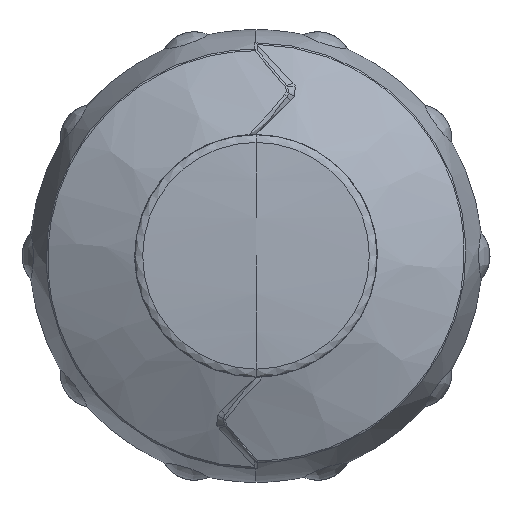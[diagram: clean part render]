
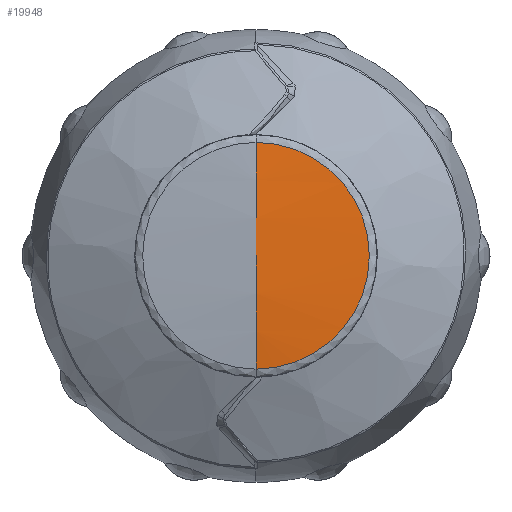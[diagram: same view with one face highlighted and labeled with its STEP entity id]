
A CAD part, top view. The second image highlights one B-rep face of the part: STEP entity #19948.
In plain terms, the highlighted spherical face has radius 70 mm.
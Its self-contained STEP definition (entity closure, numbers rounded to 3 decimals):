
#19526=CARTESIAN_POINT('',(0.,7.471,0.1));
#19541=CARTESIAN_POINT('',(0.,0.,0.1));
#19542=DIRECTION('',(0.,0.,1.));
#19543=DIRECTION('',(0.,-1.,0.));
#19544=AXIS2_PLACEMENT_3D('',#19541,#19542,#19543);
#19546=CARTESIAN_POINT('',(0.,0.,-69.5));
#19547=DIRECTION('',(-1.,0.,0.));
#19548=DIRECTION('',(0.,0.,1.));
#19549=AXIS2_PLACEMENT_3D('',#19546,#19547,#19548);
#19551=CARTESIAN_POINT('',(0.,0.,-69.5));
#19552=DIRECTION('',(1.,0.,0.));
#19553=DIRECTION('',(0.,0.,1.));
#19554=AXIS2_PLACEMENT_3D('',#19551,#19552,#19553);
#19589=VERTEX_POINT('',#19526);
#19590=CARTESIAN_POINT('',(0.,-7.471,0.1));
#19591=VERTEX_POINT('',#19590);
#19592=CARTESIAN_POINT('',(0.,0.,0.5));
#19593=VERTEX_POINT('',#19592);
#19936=CARTESIAN_POINT('',(0.,0.,-69.5));
#19937=DIRECTION('',(0.,0.,1.));
#19938=DIRECTION('',(0.,1.,0.));
#19939=AXIS2_PLACEMENT_3D('',#19936,#19937,#19938);
#19940=SPHERICAL_SURFACE('',#19939,70.);
#19942=ORIENTED_EDGE('',*,*,#19941,.T.);
#19943=ORIENTED_EDGE('',*,*,#19931,.F.);
#19945=ORIENTED_EDGE('',*,*,#19944,.F.);
#19946=EDGE_LOOP('',(#19942,#19943,#19945));
#19947=FACE_OUTER_BOUND('',#19946,.F.);
#19948=ADVANCED_FACE('',(#19947),#19940,.T.);
#19545=CIRCLE('',#19544,7.471);
#19550=CIRCLE('',#19549,70.);
#19555=CIRCLE('',#19554,70.);
#19931=EDGE_CURVE('',#19591,#19589,#19545,.T.);
#19941=EDGE_CURVE('',#19593,#19589,#19550,.T.);
#19944=EDGE_CURVE('',#19593,#19591,#19555,.T.);
